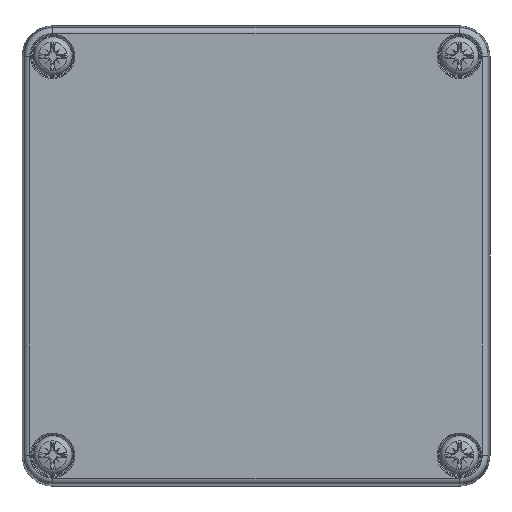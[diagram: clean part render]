
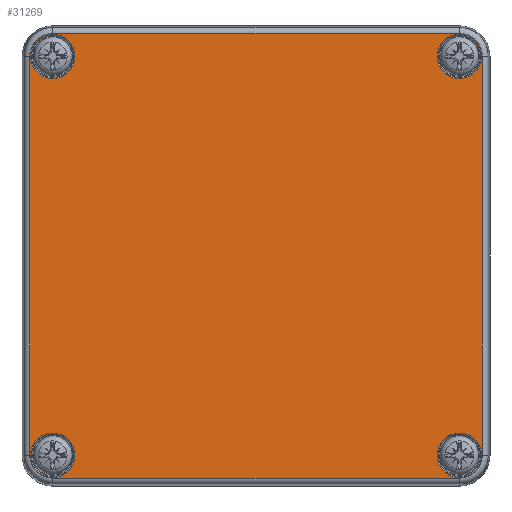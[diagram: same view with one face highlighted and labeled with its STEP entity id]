
A CAD part, top view. The second image highlights one B-rep face of the part: STEP entity #31269.
In plain terms, the highlighted planar face has unit normal (0, 0, 1).
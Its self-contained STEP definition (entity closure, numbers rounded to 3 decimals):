
#30848=CARTESIAN_POINT('',(-53.,-57.976,31.5));
#30849=VERTEX_POINT('',#30848);
#30857=CARTESIAN_POINT('',(-58.976,-52.,31.5));
#30858=VERTEX_POINT('',#30857);
#30859=CARTESIAN_POINT('',(-53.,-52.,31.5));
#30860=DIRECTION('',(0.0,0.0,-1.0));
#30861=DIRECTION('',(-0.707,-0.707,0.0));
#30862=AXIS2_PLACEMENT_3D('',#30859,#30860,#30861);
#30863=CIRCLE('',#30862,5.976);
#30864=EDGE_CURVE('',#30849,#30858,#30863,.T.);
#30890=CARTESIAN_POINT('',(-58.976,52.,31.5));
#30891=VERTEX_POINT('',#30890);
#30908=CARTESIAN_POINT('',(-58.976,-52.,31.5));
#30909=DIRECTION('',(0.0,1.0,0.0));
#30910=VECTOR('',#30909,104.);
#30911=LINE('',#30908,#30910);
#30912=EDGE_CURVE('',#30858,#30891,#30911,.T.);
#30922=CARTESIAN_POINT('',(-53.,57.976,31.5));
#30923=VERTEX_POINT('',#30922);
#30941=CARTESIAN_POINT('',(-53.,52.,31.5));
#30942=DIRECTION('',(0.0,0.0,-1.0));
#30943=DIRECTION('',(-0.707,0.707,0.0));
#30944=AXIS2_PLACEMENT_3D('',#30941,#30942,#30943);
#30945=CIRCLE('',#30944,5.976);
#30946=EDGE_CURVE('',#30891,#30923,#30945,.T.);
#30956=CARTESIAN_POINT('',(53.,57.976,31.5));
#30957=VERTEX_POINT('',#30956);
#30974=CARTESIAN_POINT('',(-53.,57.976,31.5));
#30975=DIRECTION('',(1.0,0.0,0.0));
#30976=VECTOR('',#30975,106.);
#30977=LINE('',#30974,#30976);
#30978=EDGE_CURVE('',#30923,#30957,#30977,.T.);
#30988=CARTESIAN_POINT('',(58.976,52.,31.5));
#30989=VERTEX_POINT('',#30988);
#31007=CARTESIAN_POINT('',(53.,52.,31.5));
#31008=DIRECTION('',(0.0,0.0,-1.0));
#31009=DIRECTION('',(0.707,0.707,0.0));
#31010=AXIS2_PLACEMENT_3D('',#31007,#31008,#31009);
#31011=CIRCLE('',#31010,5.976);
#31012=EDGE_CURVE('',#30957,#30989,#31011,.T.);
#31022=CARTESIAN_POINT('',(58.976,-52.,31.5));
#31023=VERTEX_POINT('',#31022);
#31040=CARTESIAN_POINT('',(58.976,52.,31.5));
#31041=DIRECTION('',(0.0,-1.0,0.0));
#31042=VECTOR('',#31041,104.);
#31043=LINE('',#31040,#31042);
#31044=EDGE_CURVE('',#30989,#31023,#31043,.T.);
#31054=CARTESIAN_POINT('',(53.,-57.976,31.5));
#31055=VERTEX_POINT('',#31054);
#31073=CARTESIAN_POINT('',(53.,-52.,31.5));
#31074=DIRECTION('',(0.0,0.0,-1.0));
#31075=DIRECTION('',(0.707,-0.707,0.0));
#31076=AXIS2_PLACEMENT_3D('',#31073,#31074,#31075);
#31077=CIRCLE('',#31076,5.976);
#31078=EDGE_CURVE('',#31023,#31055,#31077,.T.);
#31096=CARTESIAN_POINT('',(53.,-57.976,31.5));
#31097=DIRECTION('',(-1.0,0.0,0.0));
#31098=VECTOR('',#31097,106.);
#31099=LINE('',#31096,#31098);
#31100=EDGE_CURVE('',#31055,#30849,#31099,.T.);
#31210=CARTESIAN_POINT('',(0.,0.,31.5));
#31211=DIRECTION('',(0.0,0.0,1.0));
#31212=DIRECTION('',(1.0,0.0,0.0));
#31213=AXIS2_PLACEMENT_3D('',#31210,#31211,#31212);
#31214=PLANE('',#31213);
#31215=ORIENTED_EDGE('',*,*,#30864,.F.);
#31216=ORIENTED_EDGE('',*,*,#31100,.F.);
#31217=ORIENTED_EDGE('',*,*,#31078,.F.);
#31218=ORIENTED_EDGE('',*,*,#31044,.F.);
#31219=ORIENTED_EDGE('',*,*,#31012,.F.);
#31220=ORIENTED_EDGE('',*,*,#30978,.F.);
#31221=ORIENTED_EDGE('',*,*,#30946,.F.);
#31222=ORIENTED_EDGE('',*,*,#30912,.F.);
#31223=EDGE_LOOP('',(#31215,#31216,#31217,#31218,#31219,#31220,#31221,#31222));
#31224=FACE_OUTER_BOUND('',#31223,.T.);
#31225=CARTESIAN_POINT('',(-47.2,-52.,31.5));
#31226=VERTEX_POINT('',#31225);
#31227=CARTESIAN_POINT('',(-53.0,-52.,31.5));
#31228=DIRECTION('',(0.0,0.0,1.0));
#31229=DIRECTION('',(-1.0,0.0,0.0));
#31230=AXIS2_PLACEMENT_3D('',#31227,#31228,#31229);
#31231=CIRCLE('',#31230,5.8);
#31232=EDGE_CURVE('',#31226,#31226,#31231,.T.);
#31233=ORIENTED_EDGE('',*,*,#31232,.F.);
#31234=EDGE_LOOP('',(#31233));
#31235=FACE_BOUND('',#31234,.T.);
#31236=CARTESIAN_POINT('',(58.8,52.,31.5));
#31237=VERTEX_POINT('',#31236);
#31238=CARTESIAN_POINT('',(53.,52.,31.5));
#31239=DIRECTION('',(0.0,0.0,1.0));
#31240=DIRECTION('',(-1.0,0.0,0.0));
#31241=AXIS2_PLACEMENT_3D('',#31238,#31239,#31240);
#31242=CIRCLE('',#31241,5.8);
#31243=EDGE_CURVE('',#31237,#31237,#31242,.T.);
#31244=ORIENTED_EDGE('',*,*,#31243,.F.);
#31245=EDGE_LOOP('',(#31244));
#31246=FACE_BOUND('',#31245,.T.);
#31247=CARTESIAN_POINT('',(-47.2,52.,31.5));
#31248=VERTEX_POINT('',#31247);
#31249=CARTESIAN_POINT('',(-53.,52.,31.5));
#31250=DIRECTION('',(0.0,0.0,1.0));
#31251=DIRECTION('',(-1.0,0.0,0.0));
#31252=AXIS2_PLACEMENT_3D('',#31249,#31250,#31251);
#31253=CIRCLE('',#31252,5.8);
#31254=EDGE_CURVE('',#31248,#31248,#31253,.T.);
#31255=ORIENTED_EDGE('',*,*,#31254,.F.);
#31256=EDGE_LOOP('',(#31255));
#31257=FACE_BOUND('',#31256,.T.);
#31258=CARTESIAN_POINT('',(58.8,-52.,31.5));
#31259=VERTEX_POINT('',#31258);
#31260=CARTESIAN_POINT('',(53.,-52.,31.5));
#31261=DIRECTION('',(0.0,0.0,1.0));
#31262=DIRECTION('',(-1.0,0.0,0.0));
#31263=AXIS2_PLACEMENT_3D('',#31260,#31261,#31262);
#31264=CIRCLE('',#31263,5.8);
#31265=EDGE_CURVE('',#31259,#31259,#31264,.T.);
#31266=ORIENTED_EDGE('',*,*,#31265,.F.);
#31267=EDGE_LOOP('',(#31266));
#31268=FACE_BOUND('',#31267,.T.);
#31269=ADVANCED_FACE('',(#31224,#31235,#31246,#31257,#31268),#31214,.T.);
